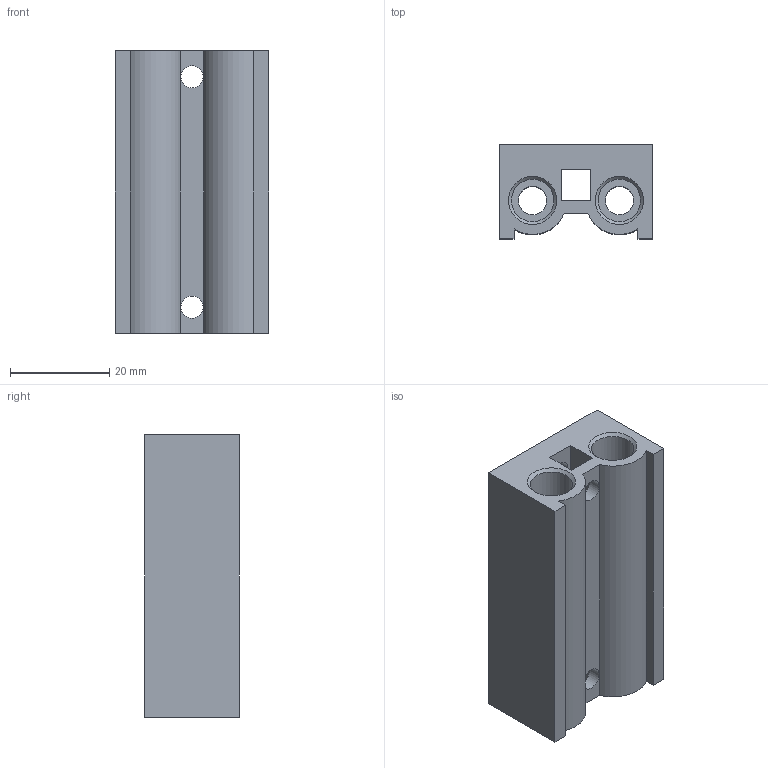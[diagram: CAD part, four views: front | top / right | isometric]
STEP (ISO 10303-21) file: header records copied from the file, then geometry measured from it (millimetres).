
FILE_DESCRIPTION(/* description */ ('STEP AP203'),/* implementation_level */ '2;1');
FILE_NAME(/* name */ 'V321-2F',/* time_stamp */ '2024-05-09T18:52:18+02:00',/* author */ ('License CC BY-ND 4.0'),/* organization */ ('CADENAS'),/* preprocessor_version */ 'ST-DEVELOPER v19.3',/* originating_system */ 'PARTsolutions',/* authorisation */ ' ');
FILE_SCHEMA (('CONFIG_CONTROL_DESIGN'));
Length unit declared in the file: millimetre
Products named in the file (1): V321-2F
Bounding box: 31 x 19 x 57 mm (x, y, z)
Volume: 22380.9 mm3; surface area: 11585.7 mm2
Topology: 1 solids, 1 shells, 54 faces, 126 edges, 82 vertices
Faces by surface type: plane 26, cylinder 20, cone 8
Full cylindrical faces by diameter (mm): 2.459 x4, 4.5 x4, 5.728 x2, 6 x4, 8.566 x4
Entity records: 1496 total; most frequent: CARTESIAN_POINT 289, DIRECTION 248, ORIENTED_EDGE 188, EDGE_LOOP 110, FACE_BOUND 110, AXIS2_PLACEMENT_3D 103, EDGE_CURVE 94, VERTEX_POINT 76
